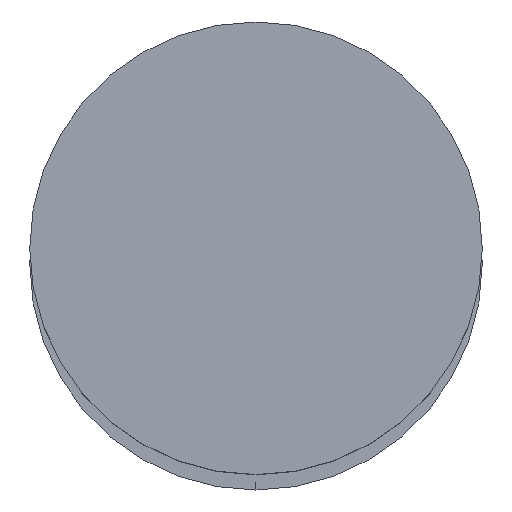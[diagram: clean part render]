
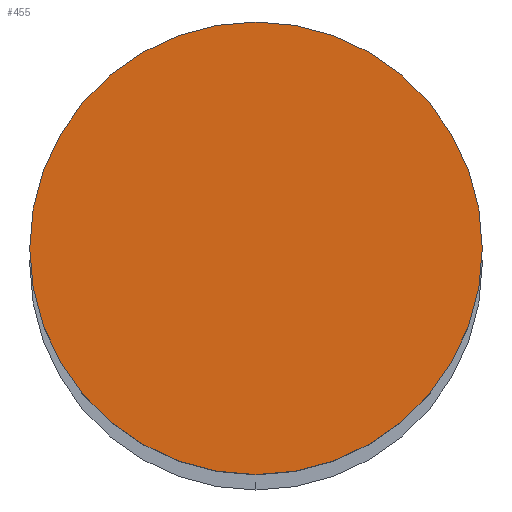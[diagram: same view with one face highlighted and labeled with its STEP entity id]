
A CAD part, top view. The second image highlights one B-rep face of the part: STEP entity #455.
In plain terms, the highlighted planar face has unit normal (0, 0, 1).
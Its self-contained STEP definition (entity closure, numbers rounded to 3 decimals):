
#2 = DIRECTION ( 'NONE',  ( 0., -1., 0. ) ) ;
#52 = DIRECTION ( 'NONE',  ( 0., -1., 0. ) ) ;
#54 = VERTEX_POINT ( 'NONE', #470 ) ;
#67 = CIRCLE ( 'NONE', #262, 15. ) ;
#115 = EDGE_CURVE ( 'NONE', #524, #54, #293, .T. ) ;
#171 = DIRECTION ( 'NONE',  ( 0., 0., 1. ) ) ;
#204 = EDGE_CURVE ( 'NONE', #54, #524, #67, .T. ) ;
#262 = AXIS2_PLACEMENT_3D ( 'NONE', #415, #317, #52 ) ;
#264 = EDGE_LOOP ( 'NONE', ( #397, #546 ) ) ;
#268 = CARTESIAN_POINT ( 'NONE',  ( 0., 15., 600. ) ) ;
#293 = CIRCLE ( 'NONE', #376, 15. ) ;
#306 = DIRECTION ( 'NONE',  ( 0., -1., 0. ) ) ;
#317 = DIRECTION ( 'NONE',  ( 0., 0., 1. ) ) ;
#376 = AXIS2_PLACEMENT_3D ( 'NONE', #550, #474, #306 ) ;
#379 = PLANE ( 'NONE',  #528 ) ;
#397 = ORIENTED_EDGE ( 'NONE', *, *, #115, .T. ) ;
#415 = CARTESIAN_POINT ( 'NONE',  ( 0., 0., 600. ) ) ;
#455 = ADVANCED_FACE ( 'NONE', ( #469 ), #379, .T. ) ;
#469 = FACE_OUTER_BOUND ( 'NONE', #264, .T. ) ;
#470 = CARTESIAN_POINT ( 'NONE',  ( 0., -15., 600. ) ) ;
#474 = DIRECTION ( 'NONE',  ( 0., 0., 1. ) ) ;
#524 = VERTEX_POINT ( 'NONE', #268 ) ;
#528 = AXIS2_PLACEMENT_3D ( 'NONE', #549, #171, #2 ) ;
#546 = ORIENTED_EDGE ( 'NONE', *, *, #204, .T. ) ;
#549 = CARTESIAN_POINT ( 'NONE',  ( 0., 0., 600. ) ) ;
#550 = CARTESIAN_POINT ( 'NONE',  ( 0., 0., 600. ) ) ;
